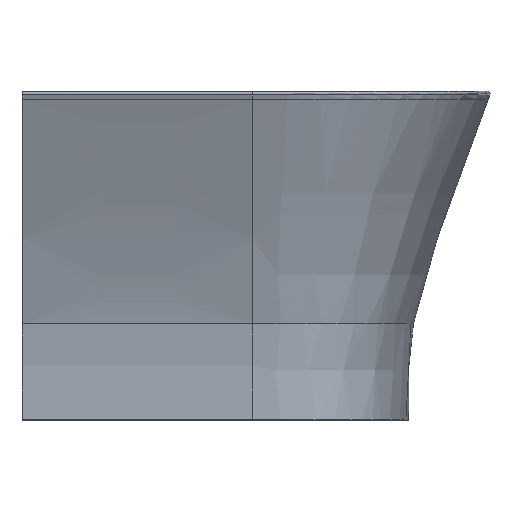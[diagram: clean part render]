
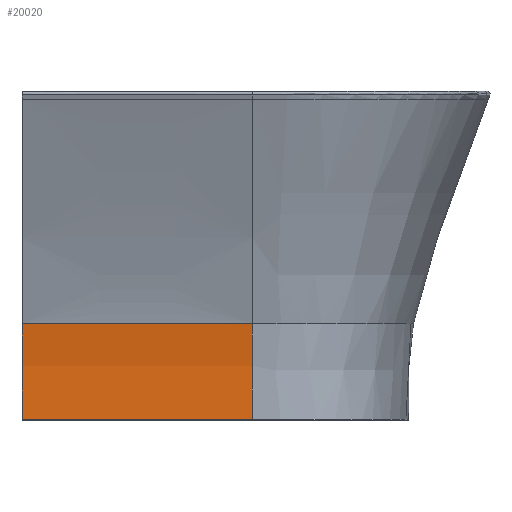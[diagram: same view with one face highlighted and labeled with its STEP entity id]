
A CAD part, front view. The second image highlights one B-rep face of the part: STEP entity #20020.
In plain terms, the highlighted free-form (B-spline) face has degree [5, 1] with [9, 2] control points.
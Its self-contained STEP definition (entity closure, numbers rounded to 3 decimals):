
#19278=CARTESIAN_POINT('',(-793.322,445.18,-128.863));
#19279=VERTEX_POINT('',#19278);
#19287=CARTESIAN_POINT('',(-802.897,445.18,55.212));
#19288=VERTEX_POINT('',#19287);
#19289=CARTESIAN_POINT('',(-802.897,445.18,55.212));
#19290=CARTESIAN_POINT('',(-799.524,445.18,36.551));
#19291=CARTESIAN_POINT('',(-796.944,445.18,19.591));
#19292=CARTESIAN_POINT('',(-795.408,445.18,3.886));
#19293=CARTESIAN_POINT('',(-793.775,445.18,-29.191));
#19294=CARTESIAN_POINT('',(-793.423,445.18,-68.837));
#19295=CARTESIAN_POINT('',(-793.369,445.18,-88.384));
#19296=CARTESIAN_POINT('',(-793.346,445.18,-108.312));
#19297=CARTESIAN_POINT('',(-793.322,445.18,-128.863));
#19298=B_SPLINE_CURVE_WITH_KNOTS('',5,(#19289,#19290,#19291,#19292,#19293,#19294,#19295,#19296,#19297),.UNSPECIFIED.,.F.,.U.,(6,3,6),(0.,101.702,184.682),.UNSPECIFIED.);
#19299=EDGE_CURVE('',#19288,#19279,#19298,.T.);
#19751=CARTESIAN_POINT('',(-793.322,2.,-128.863));
#19752=VERTEX_POINT('',#19751);
#19760=CARTESIAN_POINT('',(-793.322,2.,-128.863));
#19761=DIRECTION('',(0.0,1.,0.));
#19762=VECTOR('',#19761,443.18);
#19763=LINE('',#19760,#19762);
#19764=EDGE_CURVE('',#19752,#19279,#19763,.T.);
#19977=CARTESIAN_POINT('',(-802.897,2.,55.212));
#19978=CARTESIAN_POINT('',(-799.524,2.,36.551));
#19979=CARTESIAN_POINT('',(-796.944,2.,19.591));
#19980=CARTESIAN_POINT('',(-795.408,2.,3.886));
#19981=CARTESIAN_POINT('',(-793.775,2.,-29.191));
#19982=CARTESIAN_POINT('',(-793.423,2.,-68.837));
#19983=CARTESIAN_POINT('',(-793.369,2.,-88.384));
#19984=CARTESIAN_POINT('',(-793.346,2.,-108.312));
#19985=CARTESIAN_POINT('',(-793.322,2.,-128.863));
#19986=CARTESIAN_POINT('',(-802.897,445.18,55.212));
#19987=CARTESIAN_POINT('',(-799.524,445.18,36.551));
#19988=CARTESIAN_POINT('',(-796.944,445.18,19.591));
#19989=CARTESIAN_POINT('',(-795.408,445.18,3.886));
#19990=CARTESIAN_POINT('',(-793.775,445.18,-29.191));
#19991=CARTESIAN_POINT('',(-793.423,445.18,-68.837));
#19992=CARTESIAN_POINT('',(-793.369,445.18,-88.384));
#19993=CARTESIAN_POINT('',(-793.346,445.18,-108.312));
#19994=CARTESIAN_POINT('',(-793.322,445.18,-128.863));
#19995=B_SPLINE_SURFACE_WITH_KNOTS('',5,1,((#19977,#19986),(#19978,#19987),(#19979,#19988),(#19980,#19989),(#19981,#19990),(#19982,#19991),(#19983,#19992),(#19984,#19993),(#19985,#19994)),.UNSPECIFIED.,.F.,.F.,.U.,(6,3,6),(2,2),(0.,101.702,184.682),(22.159,465.339),.UNSPECIFIED.);
#19996=ORIENTED_EDGE('',*,*,#19299,.T.);
#19997=ORIENTED_EDGE('',*,*,#19764,.F.);
#19998=CARTESIAN_POINT('',(-802.897,2.,55.212));
#19999=VERTEX_POINT('',#19998);
#20000=CARTESIAN_POINT('',(-802.897,2.,55.212));
#20001=CARTESIAN_POINT('',(-799.524,2.,36.551));
#20002=CARTESIAN_POINT('',(-796.944,2.,19.591));
#20003=CARTESIAN_POINT('',(-795.408,2.,3.886));
#20004=CARTESIAN_POINT('',(-793.775,2.,-29.191));
#20005=CARTESIAN_POINT('',(-793.423,2.,-68.837));
#20006=CARTESIAN_POINT('',(-793.369,2.,-88.384));
#20007=CARTESIAN_POINT('',(-793.346,2.,-108.312));
#20008=CARTESIAN_POINT('',(-793.322,2.,-128.863));
#20009=B_SPLINE_CURVE_WITH_KNOTS('',5,(#20000,#20001,#20002,#20003,#20004,#20005,#20006,#20007,#20008),.UNSPECIFIED.,.F.,.U.,(6,3,6),(0.,101.702,184.682),.UNSPECIFIED.);
#20010=EDGE_CURVE('',#19999,#19752,#20009,.T.);
#20011=ORIENTED_EDGE('',*,*,#20010,.F.);
#20012=CARTESIAN_POINT('',(-802.897,2.,55.212));
#20013=DIRECTION('',(0.0,1.,0.));
#20014=VECTOR('',#20013,443.18);
#20015=LINE('',#20012,#20014);
#20016=EDGE_CURVE('',#19999,#19288,#20015,.T.);
#20017=ORIENTED_EDGE('',*,*,#20016,.T.);
#20018=EDGE_LOOP('',(#19996,#19997,#20011,#20017));
#20019=FACE_OUTER_BOUND('',#20018,.T.);
#20020=ADVANCED_FACE('',(#20019),#19995,.F.);
